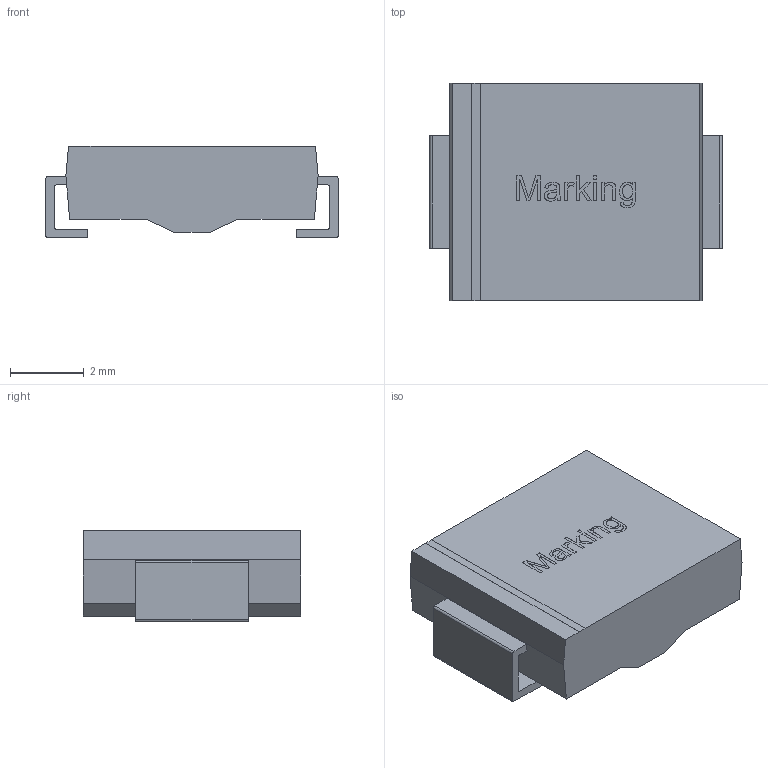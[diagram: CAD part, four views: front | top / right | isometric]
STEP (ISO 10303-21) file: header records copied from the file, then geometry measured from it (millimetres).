
FILE_DESCRIPTION(/* description */ ('Unknown'),/* implementation_level */ '2;1');
FILE_NAME(/* name */ 'D_Wurth_WE-TVSP-DO214-AB_UNI',/* time_stamp */ '2024-12-09T14:32:33+08:00',/* author */ ('Unknown'),/* organization */ ('Unknown'),/* preprocessor_version */ 'ST-DEVELOPER v16.7',/* originating_system */ 'Solid Edge',/* authorisation */ 'Unknown');
FILE_SCHEMA (('CONFIG_CONTROL_DESIGN'));
Length unit declared in the file: millimetre
Products named in the file (2): D_Wurth_WE-TVSP-DO214-AB_UNI
Assembly tree (1 placements, depth 2):
  D_Wurth_WE-TVSP-DO214-AB_UNI
    D_Wurth_WE-TVSP-DO214-AB_UNI
Bounding box: 7.94 x 5.91 x 2.5 mm (x, y, z)
Volume: 87.1 mm3; surface area: 169 mm2
Topology: 1 solids, 1 shells, 114 faces, 300 edges, 200 vertices
Faces by surface type: plane 90, bspline 15, cylinder 9
Entity records: 4868 total; most frequent: CARTESIAN_POINT 1291, ORIENTED_EDGE 598, DIRECTION 488, EDGE_CURVE 299, LINE 250, VECTOR 250, VERTEX_POINT 200, EDGE_LOOP 127
